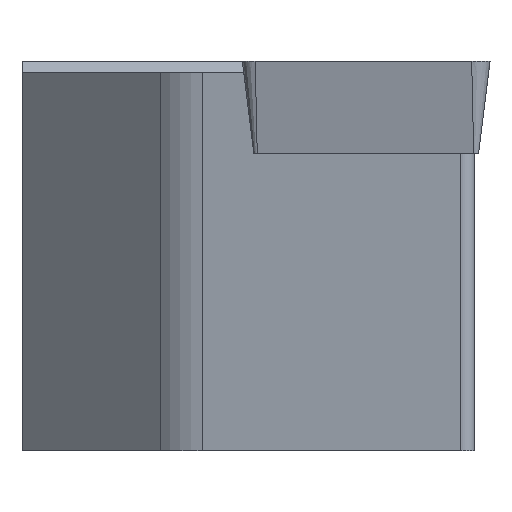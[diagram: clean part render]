
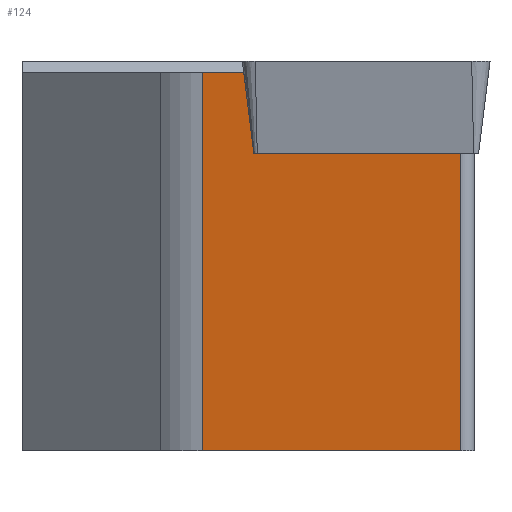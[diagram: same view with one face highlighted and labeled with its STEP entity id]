
A CAD part, left-side view. The second image highlights one B-rep face of the part: STEP entity #124.
In plain terms, the highlighted planar face has unit normal (-0.985, 0.174, 0).
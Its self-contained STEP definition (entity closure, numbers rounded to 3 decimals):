
#124=ADVANCED_FACE('',(#172),#150,.F.);
#150=PLANE('',#609);
#172=FACE_OUTER_BOUND('',#199,.T.);
#199=EDGE_LOOP('',(#256,#257,#258,#259,#260,#261));
#256=ORIENTED_EDGE('',*,*,#438,.F.);
#257=ORIENTED_EDGE('',*,*,#429,.F.);
#258=ORIENTED_EDGE('',*,*,#439,.F.);
#259=ORIENTED_EDGE('',*,*,#440,.F.);
#260=ORIENTED_EDGE('',*,*,#436,.T.);
#261=ORIENTED_EDGE('',*,*,#441,.F.);
#373=VERTEX_POINT('',#781);
#383=VERTEX_POINT('',#800);
#388=VERTEX_POINT('',#814);
#389=VERTEX_POINT('',#816);
#390=VERTEX_POINT('',#820);
#391=VERTEX_POINT('',#822);
#429=EDGE_CURVE('',#383,#373,#497,.T.);
#436=EDGE_CURVE('',#389,#388,#503,.T.);
#438=EDGE_CURVE('',#373,#390,#504,.T.);
#439=EDGE_CURVE('',#391,#383,#505,.T.);
#440=EDGE_CURVE('',#389,#391,#506,.T.);
#441=EDGE_CURVE('',#390,#388,#507,.T.);
#497=LINE('',#801,#554);
#503=LINE('',#815,#560);
#504=LINE('',#819,#561);
#505=LINE('',#821,#562);
#506=LINE('',#823,#563);
#507=LINE('',#824,#564);
#554=VECTOR('',#655,1.);
#560=VECTOR('',#667,1.);
#561=VECTOR('',#672,1.);
#562=VECTOR('',#673,1.);
#563=VECTOR('',#674,1.);
#564=VECTOR('',#675,1.);
#609=AXIS2_PLACEMENT_3D('',#825,#676,#677);
#655=DIRECTION('',(-0.174,-0.985,0.));
#667=DIRECTION('',(0.,0.,1.));
#672=DIRECTION('',(-0.021,-0.122,-0.992));
#673=DIRECTION('',(0.,0.,1.));
#674=DIRECTION('',(0.174,0.985,0.));
#675=DIRECTION('',(-0.174,-0.985,0.));
#676=DIRECTION('',(0.985,-0.174,0.));
#677=DIRECTION('',(0.174,0.985,0.));
#781=CARTESIAN_POINT('',(1.431,6.313,-0.3));
#800=CARTESIAN_POINT('',(1.619,7.379,-0.3));
#801=CARTESIAN_POINT('',(0.45,0.744,-0.3));
#814=CARTESIAN_POINT('',(0.45,0.744,-2.38));
#815=CARTESIAN_POINT('',(0.45,0.744,-30.));
#816=CARTESIAN_POINT('',(0.45,0.744,-10.));
#819=CARTESIAN_POINT('',(0.783,2.637,-30.24));
#820=CARTESIAN_POINT('',(1.386,6.058,-2.38));
#821=CARTESIAN_POINT('',(1.619,7.379,-30.));
#822=CARTESIAN_POINT('',(1.619,7.379,-10.));
#823=CARTESIAN_POINT('',(0.45,0.744,-10.));
#824=CARTESIAN_POINT('',(0.45,0.744,-2.38));
#825=CARTESIAN_POINT('',(0.45,0.744,-30.));
